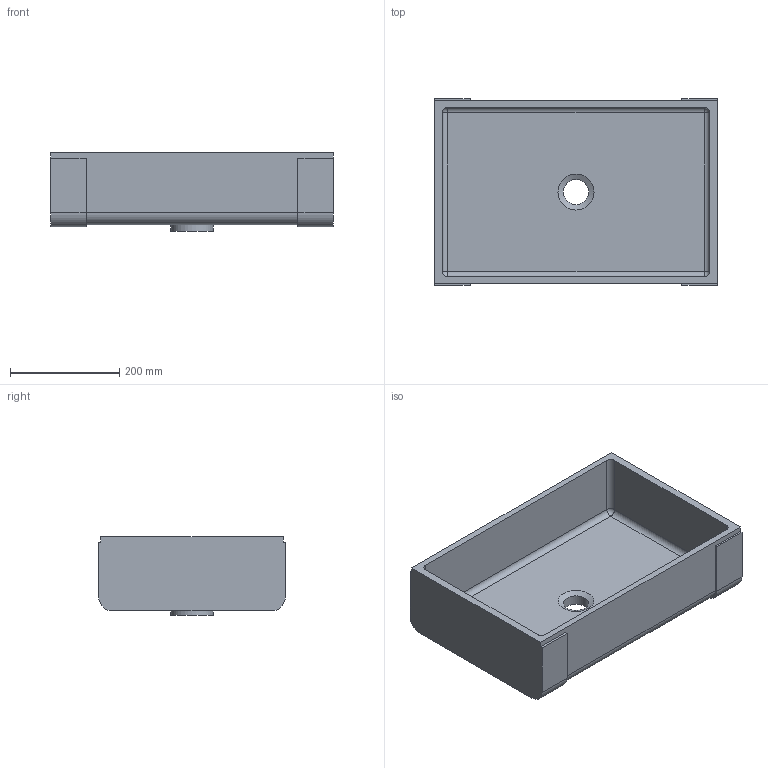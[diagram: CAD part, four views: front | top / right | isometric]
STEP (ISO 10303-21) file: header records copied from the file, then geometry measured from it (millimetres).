
FILE_DESCRIPTION(/* description */ (''),/* implementation_level */ '2;1');
FILE_NAME(/* name */ '772',/* time_stamp */ '2018-11-05T21:14:42+08:00',/* author */ (''),/* organization */ (''),/* preprocessor_version */ 'ST-DEVELOPER v9',/* originating_system */ 'UGS - NX 4.0',/* authorisation */ '');
FILE_SCHEMA (('CONFIG_CONTROL_DESIGN'));
Length unit declared in the file: millimetre
Products named in the file (1): Admi9BA5pmin
Bounding box: 518 x 342 x 144 mm (x, y, z)
Volume: 4851809.5 mm3; surface area: 758108.3 mm2
Topology: 1 solids, 1 shells, 45 faces, 115 edges, 70 vertices
Faces by surface type: plane 24, cylinder 16, sphere 4, cone 1
Full cylindrical faces by diameter (mm): 46 x1, 77 x1
Entity records: 1388 total; most frequent: DIRECTION 232, CARTESIAN_POINT 222, ORIENTED_EDGE 214, EDGE_CURVE 107, AXIS2_PLACEMENT_3D 79, LINE 74, VECTOR 74, VERTEX_POINT 69
